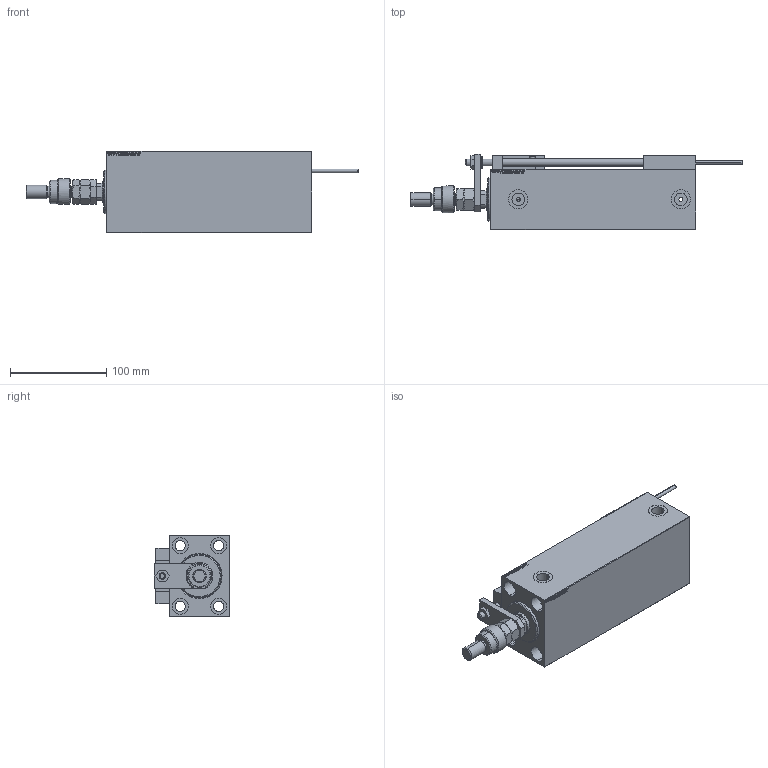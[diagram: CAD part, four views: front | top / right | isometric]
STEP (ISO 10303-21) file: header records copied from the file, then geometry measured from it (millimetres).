
FILE_DESCRIPTION (( 'STEP AP203' ), '1' );
FILE_NAME ('2964.STEP', '2022-04-17T08:38:49', ( '' ), ( '' ), 'SwSTEP 2.0', 'SolidWorks 2019', '' );
FILE_SCHEMA (( 'CONFIG_CONTROL_DESIGN' ));
Length unit declared in the file: millimetre
Products named in the file (18): ALLEN BOLT D8 3b384f50b3cdda241dc95f9955ec2464; ALLEN BOLT D5 3b384f50b3cdda241dc95f9955ec2464; X_Y_DFA 3b384f50b3cdda241dc95f9955ec2464; TYC_L79 3b384f50b3cdda241dc95f9955ec2464; Block 3b384f50b3cdda241dc95f9955ec2464; SWITCH X 3b384f50b3cdda241dc95f9955ec2464; 2964; ZARAZKA 3b384f50b3cdda241dc95f9955ec2464; NUT_D12 3b384f50b3cdda241dc95f9955ec2464; SWITCH DIM B,W 3b384f50b3cdda241dc95f9955ec2464; MFA 3b384f50b3cdda241dc95f9955ec2464; V450CM_C_VCP 3b384f50b3cdda241dc95f9955ec2464; V450CM_VC_B 3b384f50b3cdda241dc95f9955ec2464; V450CM_C_Body 3b384f50b3cdda241dc95f9955ec2464; SWITCH_X_FRONT_BACK 3b384f50b3cdda241dc95f9955ec2464; KONCOVKA 3b384f50b3cdda241dc95f9955ec2464; MAGNET 3b384f50b3cdda241dc95f9955ec2464; FEMALE_PART_FOR_DFA 3b384f50b3cdda241dc95f9955ec2464
Assembly tree (27 placements, depth 3):
  2964
    V450CM_C_Body 3b384f50b3cdda241dc95f9955ec2464
    SWITCH X 3b384f50b3cdda241dc95f9955ec2464
      SWITCH_X_FRONT_BACK 3b384f50b3cdda241dc95f9955ec2464  x2
      TYC_L79 3b384f50b3cdda241dc95f9955ec2464
      Block 3b384f50b3cdda241dc95f9955ec2464  x2
      ALLEN BOLT D5 3b384f50b3cdda241dc95f9955ec2464  x4
      ALLEN BOLT D8 3b384f50b3cdda241dc95f9955ec2464  x4
      MAGNET 3b384f50b3cdda241dc95f9955ec2464  x2
      KONCOVKA 3b384f50b3cdda241dc95f9955ec2464  x2
    NUT_D12 3b384f50b3cdda241dc95f9955ec2464
    SWITCH DIM B,W 3b384f50b3cdda241dc95f9955ec2464
    ZARAZKA 3b384f50b3cdda241dc95f9955ec2464
    V450CM_C_VCP 3b384f50b3cdda241dc95f9955ec2464
    V450CM_VC_B 3b384f50b3cdda241dc95f9955ec2464
    X_Y_DFA 3b384f50b3cdda241dc95f9955ec2464
      FEMALE_PART_FOR_DFA 3b384f50b3cdda241dc95f9955ec2464
      MFA 3b384f50b3cdda241dc95f9955ec2464
Bounding box: 345 x 78.5 x 85 mm (x, y, z)
Volume: 1119977.4 mm3; surface area: 164053 mm2
Topology: 25 solids, 25 shells, 1381 faces, 3282 edges, 2087 vertices
Faces by surface type: plane 592, bspline 380, cylinder 211, cone 146, torus 48, sphere 4
Entity records: 53504 total; most frequent: CARTESIAN_POINT 26805, ORIENTED_EDGE 5584, DIRECTION 3914, EDGE_CURVE 2792, VERTEX_POINT 1811, VECTOR 1554, LINE 1554, EDGE_LOOP 1301
